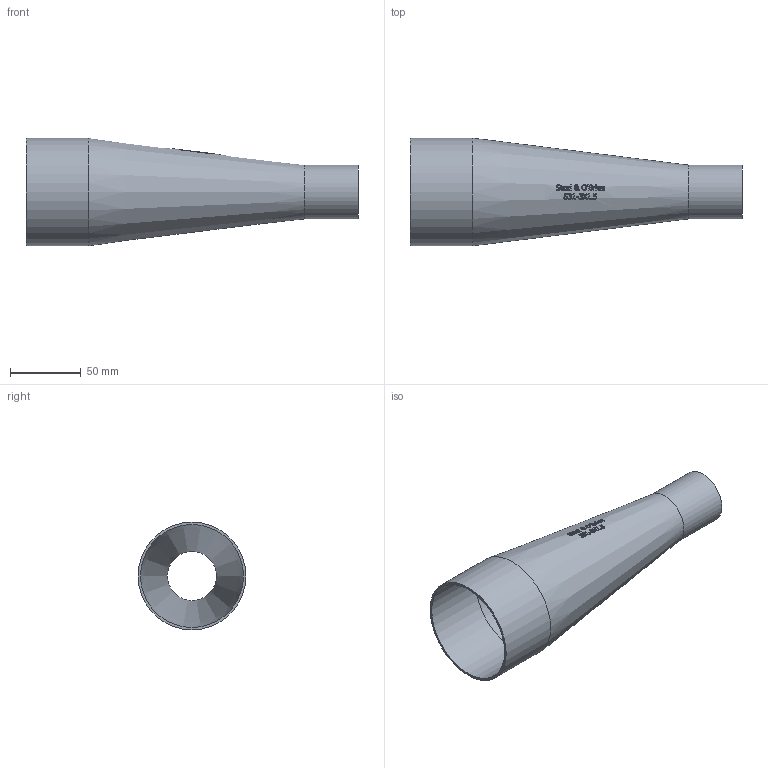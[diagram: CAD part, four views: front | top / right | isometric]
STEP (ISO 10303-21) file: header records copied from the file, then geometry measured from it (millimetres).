
FILE_DESCRIPTION(/* description */ (''),/* implementation_level */ '2;1');
FILE_NAME(/* name */ 'S31-3X15.stp',/* time_stamp */ '2018-11-28T15:59:09-05:00',/* author */ ('rick'),/* organization */ (''),/* preprocessor_version */ 'ST-DEVELOPER v15.2',/* originating_system */ 'Autodesk Inventor 2014',/* authorisation */ '');
FILE_SCHEMA (('AUTOMOTIVE_DESIGN { 1 0 10303 214 3 1 1 }'));
Length unit declared in the file: inch
Products named in the file (1): S31-3X15
Bounding box: 234.95 x 76.2 x 76.2 mm (x, y, z)
Volume: 68251.4 mm3; surface area: 83719.4 mm2
Topology: 1 solids, 1 shells, 374 faces, 1023 edges, 682 vertices
Faces by surface type: bspline 188, plane 149, cone 33, cylinder 4
Full cylindrical faces by diameter (mm): 34.798 x1, 38.1 x1, 72.898 x1, 76.2 x1
Entity records: 15197 total; most frequent: CARTESIAN_POINT 6845, ORIENTED_EDGE 2026, DIRECTION 1169, EDGE_CURVE 1013, VERTEX_POINT 678, LINE 471, VECTOR 471, EDGE_LOOP 413
